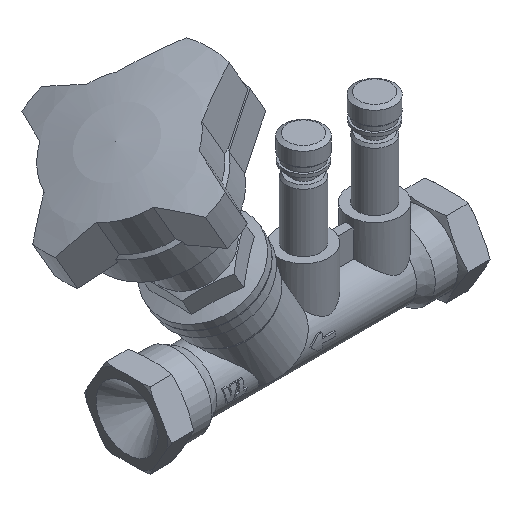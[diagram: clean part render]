
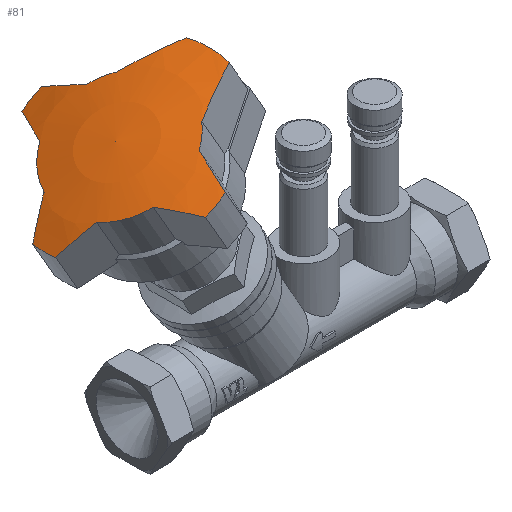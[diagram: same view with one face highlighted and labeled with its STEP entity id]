
A CAD part, isometric view. The second image highlights one B-rep face of the part: STEP entity #81.
In plain terms, the highlighted spherical face has radius 100 mm.
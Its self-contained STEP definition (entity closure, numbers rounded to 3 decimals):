
#81 = ADVANCED_FACE( '', ( #315 ), #316, .T. );
#315 = FACE_OUTER_BOUND( '', #718, .T. );
#316 = SPHERICAL_SURFACE( '', #719, 100. );
#718 = EDGE_LOOP( '', ( #1333, #1334, #1335, #1336, #1337, #1338, #1339, #1340, #1341, #1342, #1343, #1344, #1345, #1346, #1347, #1348 ) );
#719 = AXIS2_PLACEMENT_3D( '', #1349, #1350, #1351 );
#1333 = ORIENTED_EDGE( '', *, *, #2516, .F. );
#1334 = ORIENTED_EDGE( '', *, *, #2517, .F. );
#1335 = ORIENTED_EDGE( '', *, *, #2518, .F. );
#1336 = ORIENTED_EDGE( '', *, *, #2508, .T. );
#1337 = ORIENTED_EDGE( '', *, *, #2519, .F. );
#1338 = ORIENTED_EDGE( '', *, *, #2520, .F. );
#1339 = ORIENTED_EDGE( '', *, *, #2521, .F. );
#1340 = ORIENTED_EDGE( '', *, *, #2522, .T. );
#1341 = ORIENTED_EDGE( '', *, *, #2523, .F. );
#1342 = ORIENTED_EDGE( '', *, *, #2524, .F. );
#1343 = ORIENTED_EDGE( '', *, *, #2525, .F. );
#1344 = ORIENTED_EDGE( '', *, *, #2526, .T. );
#1345 = ORIENTED_EDGE( '', *, *, #2527, .F. );
#1346 = ORIENTED_EDGE( '', *, *, #2528, .F. );
#1347 = ORIENTED_EDGE( '', *, *, #2529, .F. );
#1348 = ORIENTED_EDGE( '', *, *, #2530, .T. );
#1349 = CARTESIAN_POINT( '', ( 0.1, 0., -0.173 ) );
#1350 = DIRECTION( '', ( 0.5, 0., -0.866 ) );
#1351 = DIRECTION( '', ( 0.866, 0., 0.5 ) );
#2508 = EDGE_CURVE( '', #3043, #3048, #3050, .F. );
#2516 = EDGE_CURVE( '', #3063, #3064, #3065, .F. );
#2517 = EDGE_CURVE( '', #3066, #3063, #3067, .T. );
#2518 = EDGE_CURVE( '', #3043, #3066, #3068, .F. );
#2519 = EDGE_CURVE( '', #3069, #3048, #3070, .F. );
#2520 = EDGE_CURVE( '', #3071, #3069, #3072, .T. );
#2521 = EDGE_CURVE( '', #3073, #3071, #3074, .F. );
#2522 = EDGE_CURVE( '', #3073, #3075, #3076, .F. );
#2523 = EDGE_CURVE( '', #3077, #3075, #3078, .F. );
#2524 = EDGE_CURVE( '', #3079, #3077, #3080, .T. );
#2525 = EDGE_CURVE( '', #3081, #3079, #3082, .F. );
#2526 = EDGE_CURVE( '', #3081, #3083, #3084, .F. );
#2527 = EDGE_CURVE( '', #3085, #3083, #3086, .F. );
#2528 = EDGE_CURVE( '', #3087, #3085, #3088, .T. );
#2529 = EDGE_CURVE( '', #3089, #3087, #3090, .F. );
#2530 = EDGE_CURVE( '', #3089, #3064, #3091, .F. );
#3043 = VERTEX_POINT( '', #4165 );
#3048 = VERTEX_POINT( '', #4171 );
#3050 = CIRCLE( '', #4174, 22. );
#3063 = VERTEX_POINT( '', #4199 );
#3064 = VERTEX_POINT( '', #4200 );
#3065 = CIRCLE( '', #4201, 97.954 );
#3066 = VERTEX_POINT( '', #4202 );
#3067 = CIRCLE( '', #4203, 34.5 );
#3068 = CIRCLE( '', #4204, 97.954 );
#3069 = VERTEX_POINT( '', #4205 );
#3070 = CIRCLE( '', #4206, 98.66 );
#3071 = VERTEX_POINT( '', #4207 );
#3072 = CIRCLE( '', #4208, 32.5 );
#3073 = VERTEX_POINT( '', #4209 );
#3074 = CIRCLE( '', #4210, 98.66 );
#3075 = VERTEX_POINT( '', #4211 );
#3076 = CIRCLE( '', #4212, 22. );
#3077 = VERTEX_POINT( '', #4213 );
#3078 = CIRCLE( '', #4214, 98.66 );
#3079 = VERTEX_POINT( '', #4215 );
#3080 = CIRCLE( '', #4216, 32.5 );
#3081 = VERTEX_POINT( '', #4217 );
#3082 = CIRCLE( '', #4218, 98.66 );
#3083 = VERTEX_POINT( '', #4219 );
#3084 = CIRCLE( '', #4220, 22. );
#3085 = VERTEX_POINT( '', #4221 );
#3086 = CIRCLE( '', #4222, 98.66 );
#3087 = VERTEX_POINT( '', #4223 );
#3088 = CIRCLE( '', #4224, 32.5 );
#3089 = VERTEX_POINT( '', #4225 );
#3090 = CIRCLE( '', #4226, 98.66 );
#3091 = CIRCLE( '', #4227, 22. );
#4165 = CARTESIAN_POINT( '', ( -34.78, 15.052, 92.33 ) );
#4171 = CARTESIAN_POINT( '', ( -40.66, 19.959, 88.935 ) );
#4174 = AXIS2_PLACEMENT_3D( '', #5164, #5165, #5166 );
#4199 = CARTESIAN_POINT( '', ( -17.682, -7.576, 97.941 ) );
#4200 = CARTESIAN_POINT( '', ( -34.78, -15.052, 92.33 ) );
#4201 = AXIS2_PLACEMENT_3D( '', #5176, #5177, #5178 );
#4202 = CARTESIAN_POINT( '', ( -17.682, 7.576, 97.941 ) );
#4203 = AXIS2_PLACEMENT_3D( '', #5179, #5180, #5181 );
#4204 = AXIS2_PLACEMENT_3D( '', #5182, #5183, #5184 );
#4205 = CARTESIAN_POINT( '', ( -43.689, 32.248, 83.747 ) );
#4206 = AXIS2_PLACEMENT_3D( '', #5185, #5186, #5187 );
#4207 = CARTESIAN_POINT( '', ( -50.683, 32.248, 79.709 ) );
#4208 = AXIS2_PLACEMENT_3D( '', #5188, #5189, #5190 );
#4209 = CARTESIAN_POINT( '', ( -56.69, 19.959, 79.68 ) );
#4210 = AXIS2_PLACEMENT_3D( '', #5191, #5192, #5193 );
#4211 = CARTESIAN_POINT( '', ( -65.96, 9.254, 74.328 ) );
#4212 = AXIS2_PLACEMENT_3D( '', #5194, #5195, #5196 );
#4213 = CARTESIAN_POINT( '', ( -75.113, 4.038, 65.604 ) );
#4214 = AXIS2_PLACEMENT_3D( '', #5197, #5198, #5199 );
#4215 = CARTESIAN_POINT( '', ( -75.113, -4.038, 65.604 ) );
#4216 = AXIS2_PLACEMENT_3D( '', #5200, #5201, #5202 );
#4217 = CARTESIAN_POINT( '', ( -65.96, -9.254, 74.328 ) );
#4218 = AXIS2_PLACEMENT_3D( '', #5203, #5204, #5205 );
#4219 = CARTESIAN_POINT( '', ( -56.69, -19.959, 79.68 ) );
#4220 = AXIS2_PLACEMENT_3D( '', #5206, #5207, #5208 );
#4221 = CARTESIAN_POINT( '', ( -50.683, -32.248, 79.709 ) );
#4222 = AXIS2_PLACEMENT_3D( '', #5209, #5210, #5211 );
#4223 = CARTESIAN_POINT( '', ( -43.689, -32.248, 83.747 ) );
#4224 = AXIS2_PLACEMENT_3D( '', #5212, #5213, #5214 );
#4225 = CARTESIAN_POINT( '', ( -40.66, -19.959, 88.935 ) );
#4226 = AXIS2_PLACEMENT_3D( '', #5215, #5216, #5217 );
#4227 = AXIS2_PLACEMENT_3D( '', #5218, #5219, #5220 );
#5164 = CARTESIAN_POINT( '', ( -48.675, 0., 84.308 ) );
#5165 = DIRECTION( '', ( 0.5, 0., -0.866 ) );
#5166 = DIRECTION( '', ( -0.866, 0., -0.5 ) );
#5176 = CARTESIAN_POINT( '', ( 6.91, -18.525, 3.758 ) );
#5177 = DIRECTION( '', ( -0.338, 0.921, -0.195 ) );
#5178 = DIRECTION( '', ( -0.797, -0.391, -0.46 ) );
#5179 = CARTESIAN_POINT( '', ( -46.83, 0., 81.112 ) );
#5180 = DIRECTION( '', ( 0.5, 0., -0.866 ) );
#5181 = DIRECTION( '', ( -0.866, 0., -0.5 ) );
#5182 = CARTESIAN_POINT( '', ( 6.91, 18.525, 3.758 ) );
#5183 = DIRECTION( '', ( -0.338, -0.921, -0.195 ) );
#5184 = DIRECTION( '', ( 0.797, -0.391, 0.46 ) );
#5185 = CARTESIAN_POINT( '', ( 13.108, 6.376, 7.337 ) );
#5186 = DIRECTION( '', ( -0.797, -0.391, -0.46 ) );
#5187 = DIRECTION( '', ( 0.338, -0.921, 0.195 ) );
#5188 = CARTESIAN_POINT( '', ( -47.186, 0., 81.728 ) );
#5189 = DIRECTION( '', ( 0.5, 0., -0.866 ) );
#5190 = DIRECTION( '', ( -0.866, 0., -0.5 ) );
#5191 = CARTESIAN_POINT( '', ( -12.908, 6.376, -7.683 ) );
#5192 = DIRECTION( '', ( 0.797, -0.391, 0.46 ) );
#5193 = DIRECTION( '', ( 0.338, 0.921, 0.195 ) );
#5194 = CARTESIAN_POINT( '', ( -48.675, 0., 84.308 ) );
#5195 = DIRECTION( '', ( 0.5, 0., -0.866 ) );
#5196 = DIRECTION( '', ( -0.866, 0., -0.5 ) );
#5197 = CARTESIAN_POINT( '', ( -5.422, 15.02, -3.361 ) );
#5198 = DIRECTION( '', ( 0.338, -0.921, 0.195 ) );
#5199 = DIRECTION( '', ( 0.797, 0.391, 0.46 ) );
#5200 = CARTESIAN_POINT( '', ( -47.186, 0., 81.728 ) );
#5201 = DIRECTION( '', ( 0.5, 0., -0.866 ) );
#5202 = DIRECTION( '', ( -0.866, 0., -0.5 ) );
#5203 = CARTESIAN_POINT( '', ( -5.422, -15.02, -3.361 ) );
#5204 = DIRECTION( '', ( 0.338, 0.921, 0.195 ) );
#5205 = DIRECTION( '', ( -0.797, 0.391, -0.46 ) );
#5206 = CARTESIAN_POINT( '', ( -48.675, 0., 84.308 ) );
#5207 = DIRECTION( '', ( 0.5, 0., -0.866 ) );
#5208 = DIRECTION( '', ( -0.866, 0., -0.5 ) );
#5209 = CARTESIAN_POINT( '', ( -12.908, -6.376, -7.683 ) );
#5210 = DIRECTION( '', ( 0.797, 0.391, 0.46 ) );
#5211 = DIRECTION( '', ( -0.338, 0.921, -0.195 ) );
#5212 = CARTESIAN_POINT( '', ( -47.186, 0., 81.728 ) );
#5213 = DIRECTION( '', ( 0.5, 0., -0.866 ) );
#5214 = DIRECTION( '', ( -0.866, 0., -0.5 ) );
#5215 = CARTESIAN_POINT( '', ( 13.108, -6.376, 7.337 ) );
#5216 = DIRECTION( '', ( -0.797, 0.391, -0.46 ) );
#5217 = DIRECTION( '', ( -0.338, -0.921, -0.195 ) );
#5218 = CARTESIAN_POINT( '', ( -48.675, 0., 84.308 ) );
#5219 = DIRECTION( '', ( 0.5, 0., -0.866 ) );
#5220 = DIRECTION( '', ( -0.866, 0., -0.5 ) );
